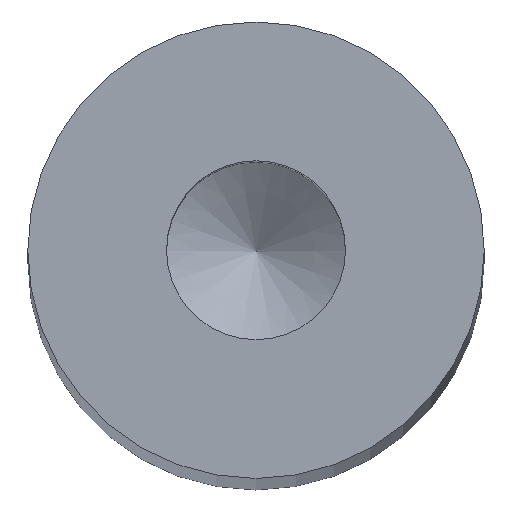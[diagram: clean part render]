
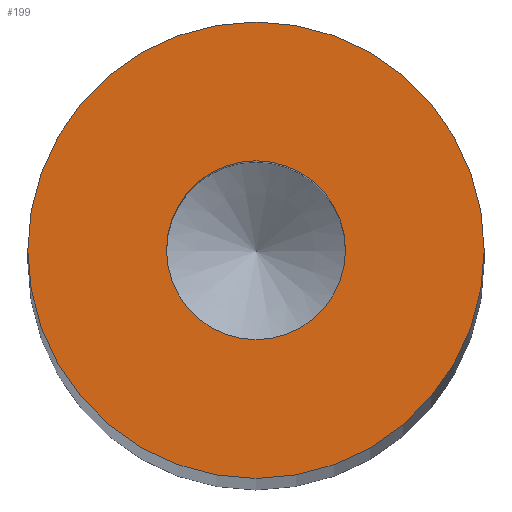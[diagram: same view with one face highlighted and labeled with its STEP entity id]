
A CAD part, top view. The second image highlights one B-rep face of the part: STEP entity #199.
In plain terms, the highlighted planar face has unit normal (0, 0, 1).
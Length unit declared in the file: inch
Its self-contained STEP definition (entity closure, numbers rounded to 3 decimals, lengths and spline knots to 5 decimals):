
#133=CARTESIAN_POINT('',(0.098,0.0,3.625));
#134=VERTEX_POINT('',#133);
#135=CARTESIAN_POINT('',(0.0,0.0,3.625));
#136=DIRECTION('',(0.0,0.0,-1.0));
#137=DIRECTION('',(1.0,0.0,0.0));
#138=AXIS2_PLACEMENT_3D('',#135,#136,#137);
#139=CIRCLE('',#138,0.098);
#140=EDGE_CURVE('',#134,#134,#139,.T.);
#176=CARTESIAN_POINT('',(0.25,0.,3.625));
#177=VERTEX_POINT('',#176);
#178=CARTESIAN_POINT('',(0.0,0.0,3.625));
#179=DIRECTION('',(0.0,0.0,-1.0));
#180=DIRECTION('',(-1.0,0.0,0.0));
#181=AXIS2_PLACEMENT_3D('',#178,#179,#180);
#182=CIRCLE('',#181,0.25);
#183=EDGE_CURVE('',#177,#177,#182,.T.);
#188=CARTESIAN_POINT('',(0.0,0.0,3.625));
#189=DIRECTION('',(0.0,0.0,-1.0));
#190=DIRECTION('',(-1.0,0.0,0.0));
#191=AXIS2_PLACEMENT_3D('',#188,#189,#190);
#192=PLANE('',#191);
#193=ORIENTED_EDGE('',*,*,#183,.F.);
#194=EDGE_LOOP('',(#193));
#195=FACE_OUTER_BOUND('',#194,.T.);
#196=ORIENTED_EDGE('',*,*,#140,.T.);
#197=EDGE_LOOP('',(#196));
#198=FACE_BOUND('',#197,.T.);
#199=ADVANCED_FACE('',(#195,#198),#192,.F.);
